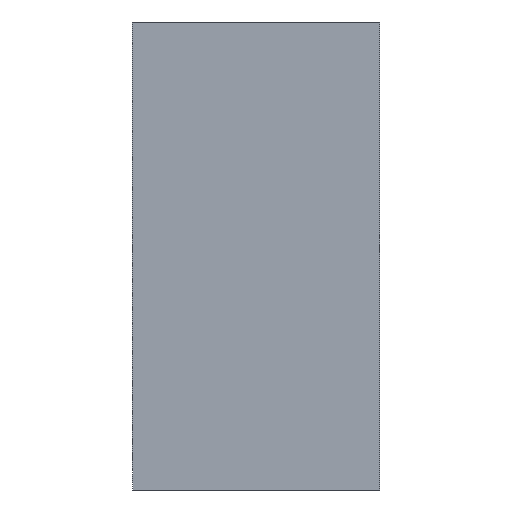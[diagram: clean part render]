
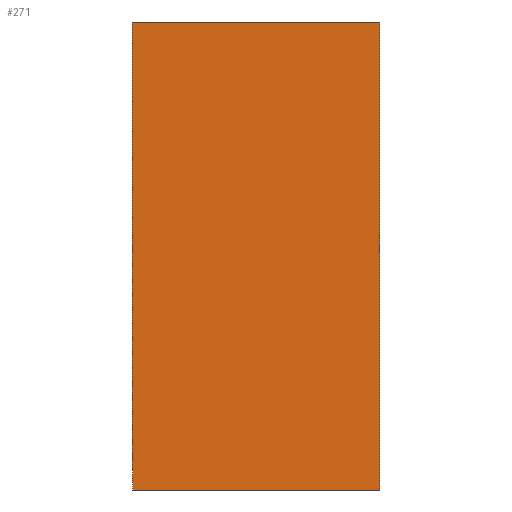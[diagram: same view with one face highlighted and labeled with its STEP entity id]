
A CAD part, left-side view. The second image highlights one B-rep face of the part: STEP entity #271.
In plain terms, the highlighted planar face has unit normal (-1, 0, 0).
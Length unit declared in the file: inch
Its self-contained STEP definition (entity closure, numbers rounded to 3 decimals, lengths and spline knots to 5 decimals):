
#10 = CARTESIAN_POINT ( 'NONE',  ( -3.75, 0., 2.25 ) ) ;
#72 = CARTESIAN_POINT ( 'NONE',  ( -3.75, 2.375, 2.25 ) ) ;
#75 = PLANE ( 'NONE',  #306 ) ;
#89 = CARTESIAN_POINT ( 'NONE',  ( -3.75, 0.375, -2.25 ) ) ;
#93 = LINE ( 'NONE', #130, #312 ) ;
#94 = VECTOR ( 'NONE', #147, 39.37008 ) ;
#103 = CARTESIAN_POINT ( 'NONE',  ( -3.75, 2.375, -2.25 ) ) ;
#130 = CARTESIAN_POINT ( 'NONE',  ( -3.75, 0.375, 2.25 ) ) ;
#147 = DIRECTION ( 'NONE',  ( 0., 0., 1. ) ) ;
#152 = VECTOR ( 'NONE', #239, 39.37008 ) ;
#194 = CARTESIAN_POINT ( 'NONE',  ( -3.75, 0., -2.25 ) ) ;
#219 = CARTESIAN_POINT ( 'NONE',  ( -3.75, 0.375, -2.25 ) ) ;
#224 = DIRECTION ( 'NONE',  ( 0., 0., -1. ) ) ;
#239 = DIRECTION ( 'NONE',  ( 0., -1., 0. ) ) ;
#249 = VERTEX_POINT ( 'NONE', #194 ) ;
#263 = DIRECTION ( 'NONE',  ( 1., 0., 0. ) ) ;
#266 = ORIENTED_EDGE ( 'NONE', *, *, #431, .T. ) ;
#271 = ADVANCED_FACE ( 'NONE', ( #294 ), #75, .F. ) ;
#281 = DIRECTION ( 'NONE',  ( 0., -1., 0. ) ) ;
#294 = FACE_OUTER_BOUND ( 'NONE', #353, .T. ) ;
#306 = AXIS2_PLACEMENT_3D ( 'NONE', #219, #263, #224 ) ;
#312 = VECTOR ( 'NONE', #281, 39.37008 ) ;
#321 = CARTESIAN_POINT ( 'NONE',  ( -3.75, 2.375, -2.25 ) ) ;
#332 = EDGE_CURVE ( 'NONE', #249, #412, #414, .T. ) ;
#353 = EDGE_LOOP ( 'NONE', ( #374, #386, #448, #266 ) ) ;
#366 = VERTEX_POINT ( 'NONE', #72 ) ;
#373 = CARTESIAN_POINT ( 'NONE',  ( -3.75, 0., -2.25 ) ) ;
#374 = ORIENTED_EDGE ( 'NONE', *, *, #332, .T. ) ;
#386 = ORIENTED_EDGE ( 'NONE', *, *, #423, .F. ) ;
#398 = VECTOR ( 'NONE', #478, 39.37008 ) ;
#412 = VERTEX_POINT ( 'NONE', #10 ) ;
#413 = LINE ( 'NONE', #103, #398 ) ;
#414 = LINE ( 'NONE', #373, #94 ) ;
#421 = VERTEX_POINT ( 'NONE', #321 ) ;
#423 = EDGE_CURVE ( 'NONE', #366, #412, #93, .T. ) ;
#429 = LINE ( 'NONE', #89, #152 ) ;
#431 = EDGE_CURVE ( 'NONE', #421, #249, #429, .T. ) ;
#448 = ORIENTED_EDGE ( 'NONE', *, *, #477, .F. ) ;
#477 = EDGE_CURVE ( 'NONE', #421, #366, #413, .T. ) ;
#478 = DIRECTION ( 'NONE',  ( 0., 0., 1. ) ) ;
